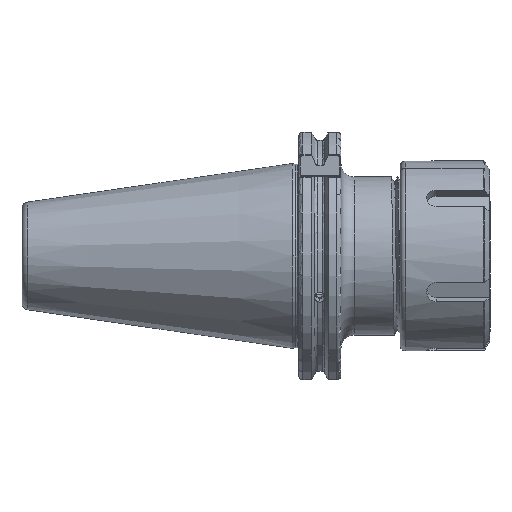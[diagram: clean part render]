
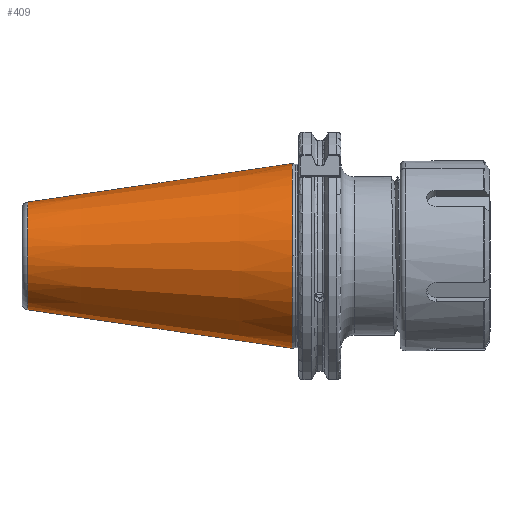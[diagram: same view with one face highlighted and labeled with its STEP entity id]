
A CAD part, front view. The second image highlights one B-rep face of the part: STEP entity #409.
In plain terms, the highlighted conical face has half-angle 8.297 degrees and reference radius 35.392 mm.
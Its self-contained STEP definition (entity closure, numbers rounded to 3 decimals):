
#409 = ADVANCED_FACE ( 'NONE', ( #591 ), #601, .T. ) ;
#591 = FACE_OUTER_BOUND ( 'NONE', #36472, .T. ) ;
#601 = CONICAL_SURFACE ( 'NONE', #24826, 35.392, 0.145 ) ;
#3315 = VERTEX_POINT ( 'NONE', #33895 ) ;
#3375 = VERTEX_POINT ( 'NONE', #33899 ) ;
#3401 = VERTEX_POINT ( 'NONE', #34006 ) ;
#3410 = VERTEX_POINT ( 'NONE', #33967 ) ;
#3416 = VERTEX_POINT ( 'NONE', #33968 ) ;
#8690 = CARTESIAN_POINT ( 'NONE',  ( -102.811, 0., 0. ) ) ;
#8703 = DIRECTION ( 'NONE',  ( 0., 0., 1. ) ) ;
#8711 = DIRECTION ( 'NONE',  ( 1., 0., 0. ) ) ;
#19343 = DIRECTION ( 'NONE',  ( 0., 1., 0. ) ) ;
#19352 = CARTESIAN_POINT ( 'NONE',  ( -2.5, 0., 0. ) ) ;
#19372 = DIRECTION ( 'NONE',  ( 1., 0., 0. ) ) ;
#23199 = DIRECTION ( 'NONE',  ( 0.99, 0., 0.144 ) ) ;
#23233 = CARTESIAN_POINT ( 'NONE',  ( 0., 0., 35.392 ) ) ;
#23528 = CARTESIAN_POINT ( 'NONE',  ( 0., 0., -35.392 ) ) ;
#23529 = DIRECTION ( 'NONE',  ( 0.99, 0., -0.144 ) ) ;
#23689 = DIRECTION ( 'NONE',  ( 1., 0., 0. ) ) ;
#23723 = CARTESIAN_POINT ( 'NONE',  ( -2.5, 0., 0. ) ) ;
#23725 = DIRECTION ( 'NONE',  ( 0., 1., 0. ) ) ;
#24586 = AXIS2_PLACEMENT_3D ( 'NONE', #8690, #8711, #8703 ) ;
#24621 = AXIS2_PLACEMENT_3D ( 'NONE', #19352, #19372, #19343 ) ;
#24702 = AXIS2_PLACEMENT_3D ( 'NONE', #23723, #23689, #23725 ) ;
#24826 = AXIS2_PLACEMENT_3D ( 'NONE', #32624, #32599, #32594 ) ;
#25170 = CIRCLE ( 'NONE', #24586, 20.399 ) ;
#25249 = CIRCLE ( 'NONE', #24621, 35.027 ) ;
#25442 = LINE ( 'NONE', #23233, #25473 ) ;
#25473 = VECTOR ( 'NONE', #23199, 1000. ) ;
#25486 = CIRCLE ( 'NONE', #24702, 35.027 ) ;
#25508 = VECTOR ( 'NONE', #23529, 1000. ) ;
#25519 = LINE ( 'NONE', #23528, #25508 ) ;
#26515 = ORIENTED_EDGE ( 'NONE', *, *, #34283, .F. ) ;
#26549 = ORIENTED_EDGE ( 'NONE', *, *, #29646, .F. ) ;
#26557 = ORIENTED_EDGE ( 'NONE', *, *, #34253, .F. ) ;
#26594 = ORIENTED_EDGE ( 'NONE', *, *, #29553, .T. ) ;
#26596 = ORIENTED_EDGE ( 'NONE', *, *, #34264, .T. ) ;
#29553 = EDGE_CURVE ( 'NONE', #3401, #3375, #25170, .T. ) ;
#29646 = EDGE_CURVE ( 'NONE', #3315, #3410, #25249, .T. ) ;
#32594 = DIRECTION ( 'NONE',  ( 0., 0., -1. ) ) ;
#32599 = DIRECTION ( 'NONE',  ( 1., 0., 0. ) ) ;
#32624 = CARTESIAN_POINT ( 'NONE',  ( 0., 0., 0. ) ) ;
#33895 = CARTESIAN_POINT ( 'NONE',  ( -2.5, -35.027, 0. ) ) ;
#33899 = CARTESIAN_POINT ( 'NONE',  ( -102.811, 0., -20.399 ) ) ;
#33967 = CARTESIAN_POINT ( 'NONE',  ( -2.5, 0., -35.027 ) ) ;
#33968 = CARTESIAN_POINT ( 'NONE',  ( -2.5, 0., 35.027 ) ) ;
#34006 = CARTESIAN_POINT ( 'NONE',  ( -102.811, 0., 20.399 ) ) ;
#34253 = EDGE_CURVE ( 'NONE', #3401, #3416, #25442, .T. ) ;
#34264 = EDGE_CURVE ( 'NONE', #3375, #3410, #25519, .T. ) ;
#34283 = EDGE_CURVE ( 'NONE', #3416, #3315, #25486, .T. ) ;
#36472 = EDGE_LOOP ( 'NONE', ( #26557, #26594, #26596, #26549, #26515 ) ) ;
